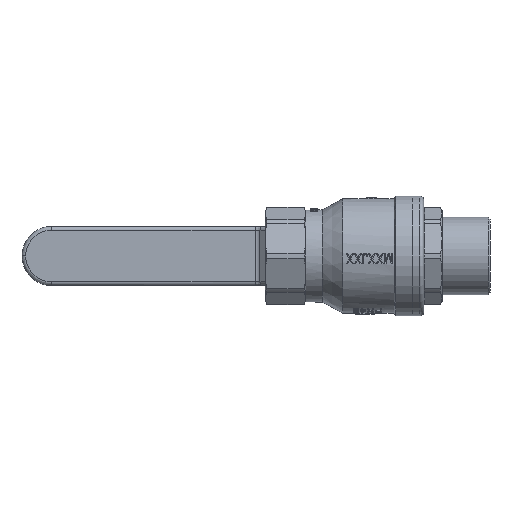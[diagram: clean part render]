
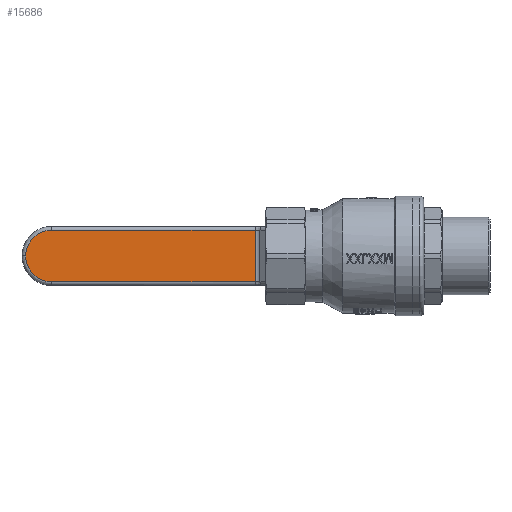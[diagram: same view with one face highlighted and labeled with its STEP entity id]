
A CAD part, front view. The second image highlights one B-rep face of the part: STEP entity #15686.
In plain terms, the highlighted planar face has unit normal (0, -1, 0).
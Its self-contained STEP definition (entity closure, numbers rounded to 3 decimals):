
#1172=CIRCLE('',#21964,7.);
#1173=CIRCLE('',#21965,7.);
#1683=ORIENTED_EDGE('',*,*,#6491,.F.);
#1684=ORIENTED_EDGE('',*,*,#6492,.F.);
#1685=ORIENTED_EDGE('',*,*,#6493,.T.);
#1686=ORIENTED_EDGE('',*,*,#6494,.T.);
#1687=ORIENTED_EDGE('',*,*,#6495,.T.);
#6491=EDGE_CURVE('',#8905,#8906,#1172,.T.);
#6492=EDGE_CURVE('',#8907,#8905,#1173,.T.);
#6493=EDGE_CURVE('',#8907,#8908,#10530,.T.);
#6494=EDGE_CURVE('',#8908,#8909,#10531,.T.);
#6495=EDGE_CURVE('',#8909,#8906,#10532,.T.);
#8905=VERTEX_POINT('',#29540);
#8906=VERTEX_POINT('',#29541);
#8907=VERTEX_POINT('',#29543);
#8908=VERTEX_POINT('',#29545);
#8909=VERTEX_POINT('',#29547);
#10530=LINE('',#29544,#11743);
#10531=LINE('',#29546,#11744);
#10532=LINE('',#29548,#11745);
#11743=VECTOR('',#24183,1000.);
#11744=VECTOR('',#24184,1000.);
#11745=VECTOR('',#24185,1000.);
#12886=EDGE_LOOP('',(#1683,#1684,#1685,#1686,#1687));
#13918=FACE_BOUND('',#12886,.T.);
#14935=PLANE('',#21963);
#15686=ADVANCED_FACE('',(#13918),#14935,.T.);
#21963=AXIS2_PLACEMENT_3D('',#29538,#24177,#24178);
#21964=AXIS2_PLACEMENT_3D('',#29539,#24179,#24180);
#21965=AXIS2_PLACEMENT_3D('',#29542,#24181,#24182);
#24177=DIRECTION('',(0.,-1.,0.));
#24178=DIRECTION('',(-1.,0.,0.));
#24179=DIRECTION('',(0.,1.,0.));
#24180=DIRECTION('',(1.,0.,0.));
#24181=DIRECTION('',(0.,1.,0.));
#24182=DIRECTION('',(0.,0.,1.));
#24183=DIRECTION('',(-1.,0.,0.));
#24184=DIRECTION('',(0.,0.,-1.));
#24185=DIRECTION('',(1.,0.,0.));
#29538=CARTESIAN_POINT('',(87.5,39.5,-14.));
#29539=CARTESIAN_POINT('',(79.5,39.5,-14.));
#29540=CARTESIAN_POINT('',(86.5,39.5,-14.));
#29541=CARTESIAN_POINT('',(79.5,39.5,-21.));
#29542=CARTESIAN_POINT('',(79.5,39.5,-14.));
#29543=CARTESIAN_POINT('',(79.5,39.5,-7.));
#29544=CARTESIAN_POINT('',(51.854,39.5,-7.));
#29545=CARTESIAN_POINT('',(24.207,39.5,-7.));
#29546=CARTESIAN_POINT('',(24.207,39.5,-14.));
#29547=CARTESIAN_POINT('',(24.207,39.5,-21.));
#29548=CARTESIAN_POINT('',(51.853,39.5,-21.));
